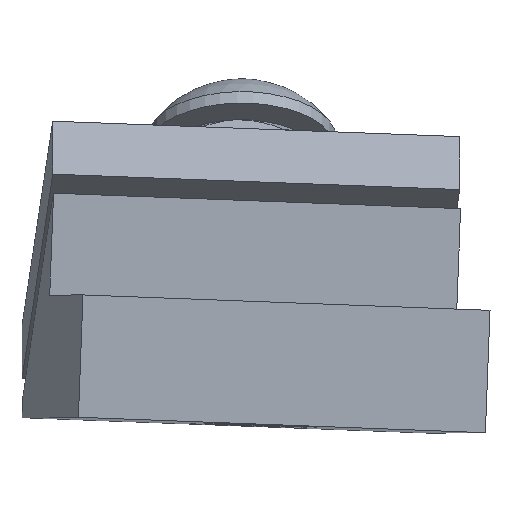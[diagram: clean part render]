
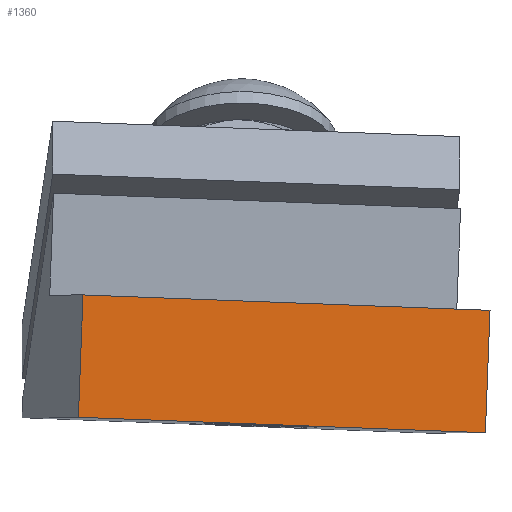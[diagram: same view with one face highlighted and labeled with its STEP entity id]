
A CAD part, top view. The second image highlights one B-rep face of the part: STEP entity #1360.
In plain terms, the highlighted face is planar.
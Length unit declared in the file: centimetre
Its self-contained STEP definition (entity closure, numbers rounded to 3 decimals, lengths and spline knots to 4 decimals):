
#193=LINE('',#1933,#266);
#195=LINE('',#1937,#268);
#196=LINE('',#1939,#269);
#197=LINE('',#1940,#270);
#266=VECTOR('',#1621,1.);
#268=VECTOR('',#1625,1.);
#269=VECTOR('',#1626,1.);
#270=VECTOR('',#1627,1.);
#330=PLANE('',#1461);
#391=FACE_OUTER_BOUND('',#486,.T.);
#486=EDGE_LOOP('',(#983,#984,#985,#986));
#629=VERTEX_POINT('',#1930);
#630=VERTEX_POINT('',#1932);
#631=VERTEX_POINT('',#1936);
#632=VERTEX_POINT('',#1938);
#766=EDGE_CURVE('',#630,#629,#193,.T.);
#768=EDGE_CURVE('',#629,#631,#195,.T.);
#769=EDGE_CURVE('',#631,#632,#196,.T.);
#770=EDGE_CURVE('',#632,#630,#197,.T.);
#983=ORIENTED_EDGE('',*,*,#766,.T.);
#984=ORIENTED_EDGE('',*,*,#768,.T.);
#985=ORIENTED_EDGE('',*,*,#769,.T.);
#986=ORIENTED_EDGE('',*,*,#770,.T.);
#1360=ADVANCED_FACE('',(#391),#330,.T.);
#1461=AXIS2_PLACEMENT_3D('',#1935,#1623,#1624);
#1621=DIRECTION('',(-1.,0.,0.));
#1623=DIRECTION('center_axis',(0.,0.,1.));
#1624=DIRECTION('ref_axis',(1.,0.,0.));
#1625=DIRECTION('',(0.,-1.,0.));
#1626=DIRECTION('',(1.,0.,0.));
#1627=DIRECTION('',(0.,1.,0.));
#1930=CARTESIAN_POINT('',(0.,0.6,4.2321));
#1932=CARTESIAN_POINT('',(2.,0.6,4.2321));
#1933=CARTESIAN_POINT('',(1.,0.6,4.2321));
#1935=CARTESIAN_POINT('Origin',(0.,1.1,4.2321));
#1936=CARTESIAN_POINT('',(0.,0.,4.2321));
#1937=CARTESIAN_POINT('',(0.,1.1,4.2321));
#1938=CARTESIAN_POINT('',(2.,0.,4.2321));
#1939=CARTESIAN_POINT('',(0.,0.,4.2321));
#1940=CARTESIAN_POINT('',(2.,1.1,4.2321));
